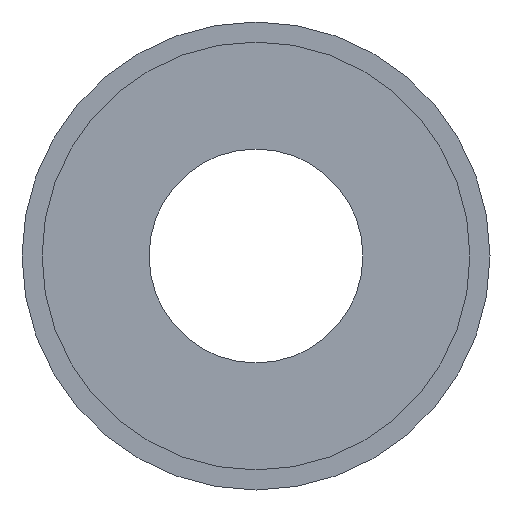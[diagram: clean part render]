
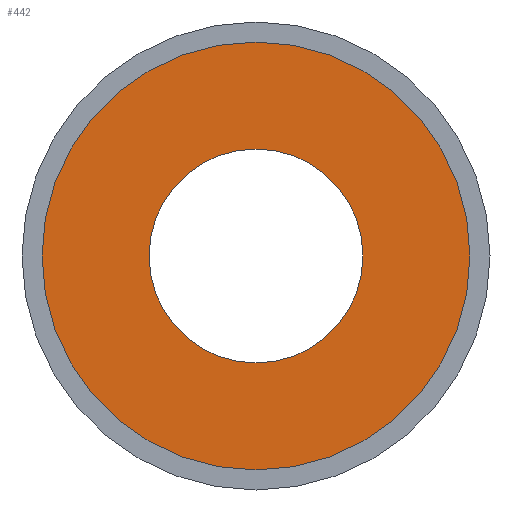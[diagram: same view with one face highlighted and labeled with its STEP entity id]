
A CAD part, front view. The second image highlights one B-rep face of the part: STEP entity #442.
In plain terms, the highlighted planar face has unit normal (0, -1, 0).
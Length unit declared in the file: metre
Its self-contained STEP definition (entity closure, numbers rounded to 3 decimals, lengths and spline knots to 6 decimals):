
#35 = CARTESIAN_POINT ( 'NONE',  ( 0., -0.022, 0. ) ) ;
#85 = EDGE_LOOP ( 'NONE', ( #808, #715 ) ) ;
#130 = VERTEX_POINT ( 'NONE', #386 ) ;
#141 = EDGE_CURVE ( 'NONE', #234, #130, #280, .T. ) ;
#167 = EDGE_CURVE ( 'NONE', #489, #359, #247, .T. ) ;
#171 = FACE_OUTER_BOUND ( 'NONE', #278, .T. ) ;
#178 = FACE_BOUND ( 'NONE', #85, .T. ) ;
#187 = DIRECTION ( 'NONE',  ( 0., 0., -1. ) ) ;
#234 = VERTEX_POINT ( 'NONE', #675 ) ;
#237 = CIRCLE ( 'NONE', #284, 0.004 ) ;
#247 = CIRCLE ( 'NONE', #860, 0.008 ) ;
#252 = DIRECTION ( 'NONE',  ( 0., 0., 1. ) ) ;
#278 = EDGE_LOOP ( 'NONE', ( #740, #654 ) ) ;
#280 = CIRCLE ( 'NONE', #872, 0.004 ) ;
#284 = AXIS2_PLACEMENT_3D ( 'NONE', #477, #751, #411 ) ;
#315 = DIRECTION ( 'NONE',  ( 0., -1., 0. ) ) ;
#359 = VERTEX_POINT ( 'NONE', #494 ) ;
#365 = AXIS2_PLACEMENT_3D ( 'NONE', #806, #315, #187 ) ;
#386 = CARTESIAN_POINT ( 'NONE',  ( 0., -0.022, 0.004 ) ) ;
#411 = DIRECTION ( 'NONE',  ( 0., 0., 1. ) ) ;
#438 = CIRCLE ( 'NONE', #753, 0.008 ) ;
#442 = ADVANCED_FACE ( 'NONE', ( #178, #171 ), #726, .T. ) ;
#477 = CARTESIAN_POINT ( 'NONE',  ( 0., -0.022, 0. ) ) ;
#489 = VERTEX_POINT ( 'NONE', #513 ) ;
#494 = CARTESIAN_POINT ( 'NONE',  ( 0., -0.022, -0.008 ) ) ;
#513 = CARTESIAN_POINT ( 'NONE',  ( 0., -0.022, 0.008 ) ) ;
#556 = DIRECTION ( 'NONE',  ( 0., 1., 0. ) ) ;
#642 = EDGE_CURVE ( 'NONE', #130, #234, #237, .T. ) ;
#652 = CARTESIAN_POINT ( 'NONE',  ( 0., -0.022, 0. ) ) ;
#654 = ORIENTED_EDGE ( 'NONE', *, *, #684, .F. ) ;
#660 = DIRECTION ( 'NONE',  ( 0., 1., 0. ) ) ;
#675 = CARTESIAN_POINT ( 'NONE',  ( 0., -0.022, -0.004 ) ) ;
#684 = EDGE_CURVE ( 'NONE', #359, #489, #438, .T. ) ;
#715 = ORIENTED_EDGE ( 'NONE', *, *, #141, .T. ) ;
#726 = PLANE ( 'NONE',  #365 ) ;
#740 = ORIENTED_EDGE ( 'NONE', *, *, #167, .F. ) ;
#751 = DIRECTION ( 'NONE',  ( 0., 1., 0. ) ) ;
#753 = AXIS2_PLACEMENT_3D ( 'NONE', #881, #556, #769 ) ;
#769 = DIRECTION ( 'NONE',  ( 0., 0., 1. ) ) ;
#806 = CARTESIAN_POINT ( 'NONE',  ( 0., -0.022, 0. ) ) ;
#808 = ORIENTED_EDGE ( 'NONE', *, *, #642, .T. ) ;
#860 = AXIS2_PLACEMENT_3D ( 'NONE', #652, #660, #252 ) ;
#862 = DIRECTION ( 'NONE',  ( 0., 1., 0. ) ) ;
#866 = DIRECTION ( 'NONE',  ( 0., 0., 1. ) ) ;
#872 = AXIS2_PLACEMENT_3D ( 'NONE', #35, #862, #866 ) ;
#881 = CARTESIAN_POINT ( 'NONE',  ( 0., -0.022, 0. ) ) ;
